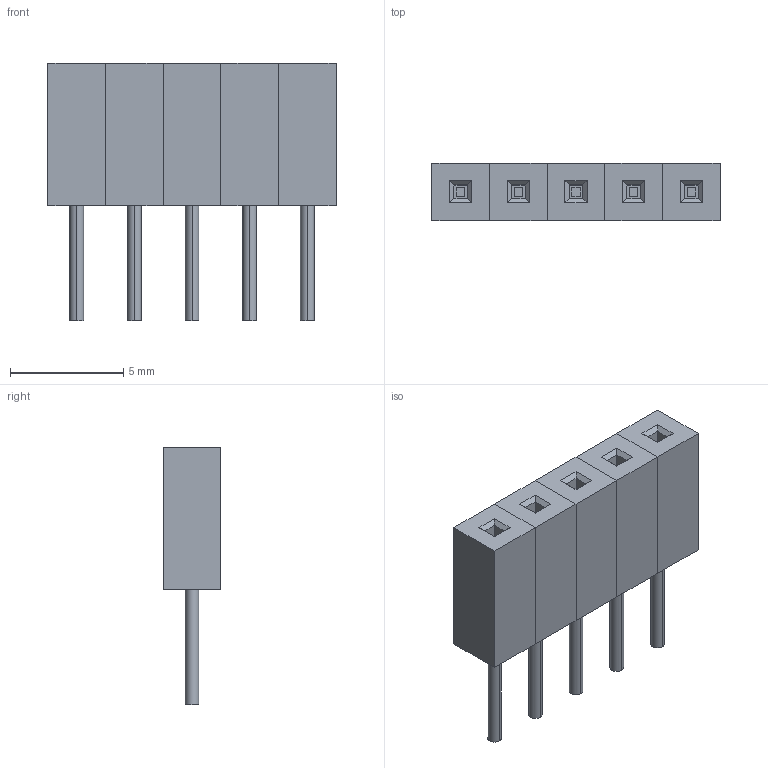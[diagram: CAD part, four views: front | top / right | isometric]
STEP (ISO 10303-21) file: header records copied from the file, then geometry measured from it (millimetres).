
FILE_DESCRIPTION(('STEP AP214'),'1');
FILE_NAME('76341-405LF_AMP','2023-03-04T15:04:46',(''),(''),'','','');
FILE_SCHEMA(('AUTOMOTIVE_DESIGN'));
Length unit declared in the file: millimetre
Products named in the file (1): product
Bounding box: 12.7 x 2.54 x 11.36 mm (x, y, z)
Volume: 202 mm3; surface area: 436.4 mm2
Topology: 6 solids, 6 shells, 132 faces, 294 edges, 184 vertices
Faces by surface type: plane 122, cylinder 10
Entity records: 3459 total; most frequent: ORIENTED_EDGE 588, DIRECTION 580, CARTESIAN_POINT 327, EDGE_CURVE 294, LINE 274, VECTOR 274, VERTEX_POINT 184, AXIS2_PLACEMENT_3D 153
